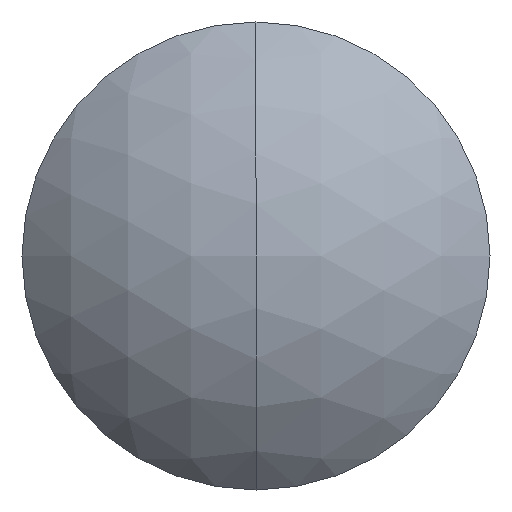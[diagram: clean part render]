
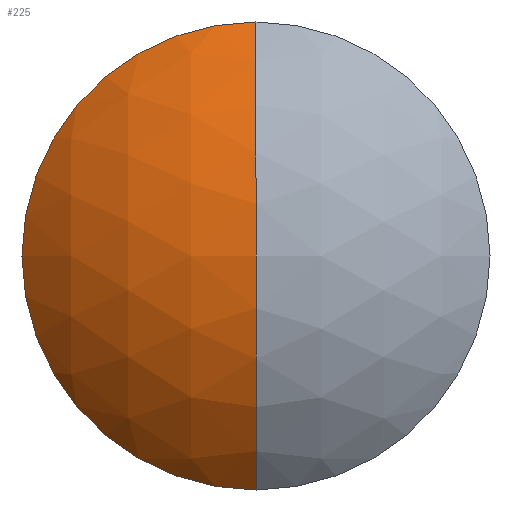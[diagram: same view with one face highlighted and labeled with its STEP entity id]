
A CAD part, left-side view. The second image highlights one B-rep face of the part: STEP entity #225.
In plain terms, the highlighted spherical face has radius 11 mm.
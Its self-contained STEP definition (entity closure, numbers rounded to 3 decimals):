
#8 = AXIS2_PLACEMENT_3D ( 'NONE', #216, #238, #351 ) ;
#22 = AXIS2_PLACEMENT_3D ( 'NONE', #142, #364, #212 ) ;
#35 = AXIS2_PLACEMENT_3D ( 'NONE', #114, #92, #146 ) ;
#47 = FACE_OUTER_BOUND ( 'NONE', #290, .T. ) ;
#52 = SPHERICAL_SURFACE ( 'NONE', #22, 11. ) ;
#92 = DIRECTION ( 'NONE',  ( 0., -1., 0. ) ) ;
#106 = EDGE_CURVE ( 'NONE', #304, #129, #199, .T. ) ;
#114 = CARTESIAN_POINT ( 'NONE',  ( 0., 0., 0. ) ) ;
#116 = VERTEX_POINT ( 'NONE', #291 ) ;
#123 = EDGE_CURVE ( 'NONE', #129, #116, #228, .T. ) ;
#129 = VERTEX_POINT ( 'NONE', #165 ) ;
#142 = CARTESIAN_POINT ( 'NONE',  ( 0., 0., 0. ) ) ;
#146 = DIRECTION ( 'NONE',  ( 0., 0., -1. ) ) ;
#155 = EDGE_CURVE ( 'NONE', #304, #116, #192, .T. ) ;
#165 = CARTESIAN_POINT ( 'NONE',  ( -7.52, 0., -8.028 ) ) ;
#166 = CARTESIAN_POINT ( 'NONE',  ( -7.52, 0., 0. ) ) ;
#177 = DIRECTION ( 'NONE',  ( 1., 0., 0. ) ) ;
#178 = ORIENTED_EDGE ( 'NONE', *, *, #123, .F. ) ;
#180 = DIRECTION ( 'NONE',  ( 0., 0., -1. ) ) ;
#192 = CIRCLE ( 'NONE', #8, 11. ) ;
#199 = CIRCLE ( 'NONE', #35, 11. ) ;
#206 = ORIENTED_EDGE ( 'NONE', *, *, #106, .F. ) ;
#212 = DIRECTION ( 'NONE',  ( 0., 0., -1. ) ) ;
#216 = CARTESIAN_POINT ( 'NONE',  ( 0., 0., 0. ) ) ;
#225 = ADVANCED_FACE ( 'NONE', ( #47 ), #52, .T. ) ;
#228 = CIRCLE ( 'NONE', #295, 8.028 ) ;
#238 = DIRECTION ( 'NONE',  ( 0., 1., 0. ) ) ;
#290 = EDGE_LOOP ( 'NONE', ( #206, #305, #178 ) ) ;
#291 = CARTESIAN_POINT ( 'NONE',  ( -7.52, 0., 8.028 ) ) ;
#295 = AXIS2_PLACEMENT_3D ( 'NONE', #166, #177, #180 ) ;
#304 = VERTEX_POINT ( 'NONE', #322 ) ;
#305 = ORIENTED_EDGE ( 'NONE', *, *, #155, .T. ) ;
#322 = CARTESIAN_POINT ( 'NONE',  ( -11., 0., 0. ) ) ;
#351 = DIRECTION ( 'NONE',  ( 0., 0., 1. ) ) ;
#364 = DIRECTION ( 'NONE',  ( 0., 1., 0. ) ) ;
